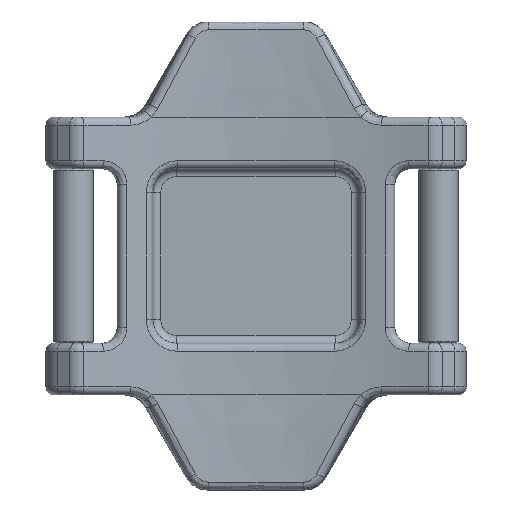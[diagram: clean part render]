
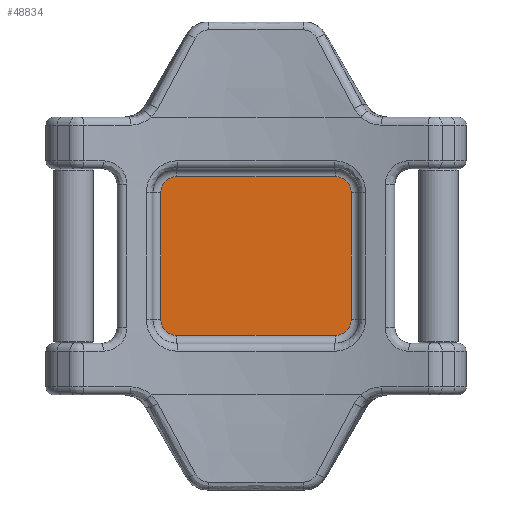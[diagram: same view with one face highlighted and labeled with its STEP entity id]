
A CAD part, front view. The second image highlights one B-rep face of the part: STEP entity #48834.
In plain terms, the highlighted planar face has unit normal (0, -1, 0).
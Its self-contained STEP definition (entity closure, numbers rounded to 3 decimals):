
#3605=CIRCLE('',#52502,2.);
#3609=CIRCLE('',#52508,2.);
#3731=CIRCLE('',#52709,2.);
#3734=CIRCLE('',#52714,2.);
#5206=FACE_OUTER_BOUND('',#7763,.T.);
#7763=EDGE_LOOP('',(#33708,#33709,#33710,#33711,#33712,#33713,#33714,#33715));
#10355=LINE('',#71707,#15729);
#10414=LINE('',#73337,#15788);
#10415=LINE('',#73345,#15789);
#10416=LINE('',#73351,#15790);
#15729=VECTOR('',#56880,10.);
#15788=VECTOR('',#57341,10.);
#15789=VECTOR('',#57352,10.);
#15790=VECTOR('',#57361,10.);
#21204=VERTEX_POINT('',#71699);
#21205=VERTEX_POINT('',#71701);
#21206=VERTEX_POINT('',#71705);
#21207=VERTEX_POINT('',#71709);
#21344=VERTEX_POINT('',#73335);
#21345=VERTEX_POINT('',#73339);
#21346=VERTEX_POINT('',#73343);
#21347=VERTEX_POINT('',#73347);
#25909=EDGE_CURVE('',#21205,#21204,#3605,.T.);
#25912=EDGE_CURVE('',#21204,#21206,#10355,.T.);
#25914=EDGE_CURVE('',#21206,#21207,#3609,.T.);
#26161=EDGE_CURVE('',#21205,#21344,#10414,.T.);
#26163=EDGE_CURVE('',#21344,#21345,#3731,.T.);
#26165=EDGE_CURVE('',#21345,#21346,#10415,.T.);
#26167=EDGE_CURVE('',#21346,#21347,#3734,.T.);
#26168=EDGE_CURVE('',#21347,#21207,#10416,.T.);
#33708=ORIENTED_EDGE('',*,*,#26168,.F.);
#33709=ORIENTED_EDGE('',*,*,#26167,.F.);
#33710=ORIENTED_EDGE('',*,*,#26165,.F.);
#33711=ORIENTED_EDGE('',*,*,#26163,.F.);
#33712=ORIENTED_EDGE('',*,*,#26161,.F.);
#33713=ORIENTED_EDGE('',*,*,#25909,.T.);
#33714=ORIENTED_EDGE('',*,*,#25912,.T.);
#33715=ORIENTED_EDGE('',*,*,#25914,.T.);
#46863=PLANE('',#52716);
#48834=ADVANCED_FACE('',(#5206),#46863,.F.);
#52502=AXIS2_PLACEMENT_3D('',#71702,#56872,#56873);
#52508=AXIS2_PLACEMENT_3D('',#71711,#56885,#56886);
#52709=AXIS2_PLACEMENT_3D('',#73341,#57346,#57347);
#52714=AXIS2_PLACEMENT_3D('',#73349,#57357,#57358);
#52716=AXIS2_PLACEMENT_3D('',#73352,#57362,#57363);
#56872=DIRECTION('center_axis',(0.,-1.,0.));
#56873=DIRECTION('ref_axis',(0.707,0.,0.707));
#56880=DIRECTION('',(-1.,0.,0.));
#56885=DIRECTION('center_axis',(0.,-1.,0.));
#56886=DIRECTION('ref_axis',(-0.707,0.,0.707));
#57341=DIRECTION('',(0.,0.,-1.));
#57346=DIRECTION('center_axis',(0.,1.,0.));
#57347=DIRECTION('ref_axis',(0.707,0.,-0.707));
#57352=DIRECTION('',(-1.,0.,0.));
#57357=DIRECTION('center_axis',(0.,1.,0.));
#57358=DIRECTION('ref_axis',(-0.707,0.,-0.707));
#57361=DIRECTION('',(0.,0.,1.));
#57362=DIRECTION('center_axis',(0.,1.,0.));
#57363=DIRECTION('ref_axis',(0.,0.,1.));
#71699=CARTESIAN_POINT('',(10.,-3.5,10.));
#71701=CARTESIAN_POINT('',(12.,-3.5,8.));
#71702=CARTESIAN_POINT('Origin',(10.,-3.5,8.));
#71705=CARTESIAN_POINT('',(-10.,-3.5,10.));
#71707=CARTESIAN_POINT('',(-5.,-3.5,10.));
#71709=CARTESIAN_POINT('',(-12.,-3.5,8.));
#71711=CARTESIAN_POINT('Origin',(-10.,-3.5,8.));
#73335=CARTESIAN_POINT('',(12.,-3.5,-8.));
#73337=CARTESIAN_POINT('',(12.,-3.5,-4.));
#73339=CARTESIAN_POINT('',(10.,-3.5,-10.));
#73341=CARTESIAN_POINT('Origin',(10.,-3.5,-8.));
#73343=CARTESIAN_POINT('',(-10.,-3.5,-10.));
#73345=CARTESIAN_POINT('',(-5.,-3.5,-10.));
#73347=CARTESIAN_POINT('',(-12.,-3.5,-8.));
#73349=CARTESIAN_POINT('Origin',(-10.,-3.5,-8.));
#73351=CARTESIAN_POINT('',(-12.,-3.5,4.));
#73352=CARTESIAN_POINT('Origin',(0.,-3.5,0.));
